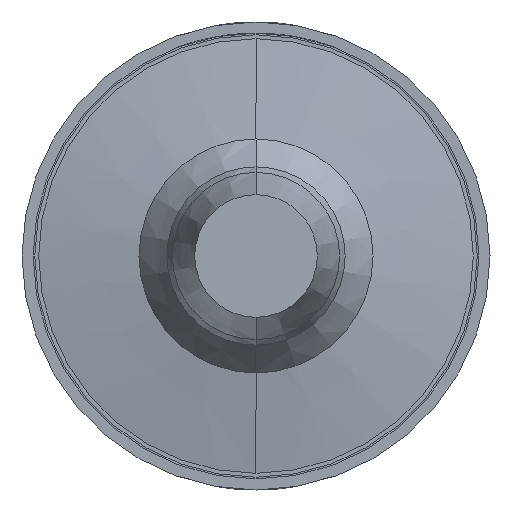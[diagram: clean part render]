
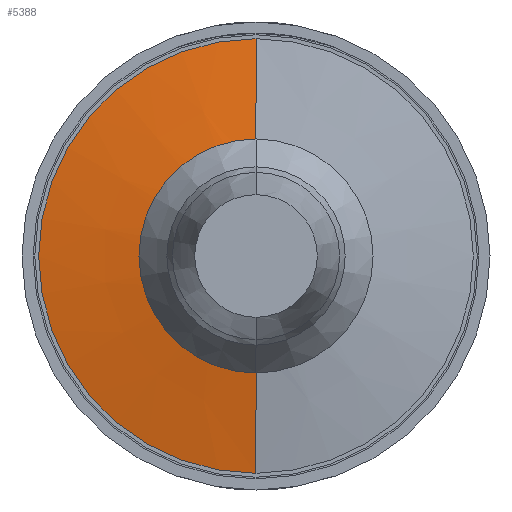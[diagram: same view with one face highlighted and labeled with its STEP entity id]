
A CAD part, front view. The second image highlights one B-rep face of the part: STEP entity #5388.
In plain terms, the highlighted conical face has half-angle 80.134 degrees and reference radius 0.8 mm.
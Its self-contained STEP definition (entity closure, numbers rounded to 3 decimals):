
#92 = VECTOR ( 'NONE', #1832, 1000. ) ;
#414 = FACE_OUTER_BOUND ( 'NONE', #1215, .T. ) ;
#557 = CARTESIAN_POINT ( 'NONE',  ( 0., -41.6, 0. ) ) ;
#867 = LINE ( 'NONE', #2264, #4681 ) ;
#1094 = DIRECTION ( 'NONE',  ( 0., 0., -1. ) ) ;
#1215 = EDGE_LOOP ( 'NONE', ( #5131, #3153, #1750, #2545 ) ) ;
#1750 = ORIENTED_EDGE ( 'NONE', *, *, #2448, .T. ) ;
#1832 = DIRECTION ( 'NONE',  ( 0., 0.171, -0.985 ) ) ;
#1924 = EDGE_CURVE ( 'Defeature ausgef�hrt4_24+Defeature ausgef�hrt4_23+Defeature ausgef�hrt4_23+Defeature ausgef�hrt4_23', #4875, #5907, #2527, .T. ) ;
#2264 = CARTESIAN_POINT ( 'NONE',  ( 0., -41.6, 0.8 ) ) ;
#2389 = EDGE_CURVE ( 'NONE', #4875, #4292, #867, .T. ) ;
#2405 = CARTESIAN_POINT ( 'NONE',  ( 0., -41.4, 0. ) ) ;
#2448 = EDGE_CURVE ( 'Defeature ausgef�hrt4_23+Defeature ausgef�hrt4_22+Defeature ausgef�hrt4_22+Defeature ausgef�hrt4_22', #4292, #3480, #5771, .T. ) ;
#2527 = CIRCLE ( 'NONE', #4941, 0.8 ) ;
#2545 = ORIENTED_EDGE ( 'NONE', *, *, #3159, .F. ) ;
#2658 = CARTESIAN_POINT ( 'NONE',  ( 0., -41.6, -0.8 ) ) ;
#2895 = CARTESIAN_POINT ( 'NONE',  ( 0., -41.6, -0.8 ) ) ;
#2937 = DIRECTION ( 'NONE',  ( 0., 0., 1. ) ) ;
#3153 = ORIENTED_EDGE ( 'NONE', *, *, #2389, .T. ) ;
#3159 = EDGE_CURVE ( 'NONE', #5907, #3480, #5336, .T. ) ;
#3167 = AXIS2_PLACEMENT_3D ( 'NONE', #2405, #6134, #2937 ) ;
#3204 = AXIS2_PLACEMENT_3D ( 'NONE', #557, #4777, #1094 ) ;
#3298 = DIRECTION ( 'NONE',  ( 0., 0.171, 0.985 ) ) ;
#3300 = CARTESIAN_POINT ( 'NONE',  ( 0., -41.4, -1.95 ) ) ;
#3480 = VERTEX_POINT ( 'NONE', #3300 ) ;
#3981 = DIRECTION ( 'NONE',  ( 0., 0., 1. ) ) ;
#4252 = CARTESIAN_POINT ( 'NONE',  ( 0., -41.6, 0.8 ) ) ;
#4292 = VERTEX_POINT ( 'NONE', #6015 ) ;
#4681 = VECTOR ( 'NONE', #3298, 1000. ) ;
#4777 = DIRECTION ( 'NONE',  ( 0., 1., 0. ) ) ;
#4875 = VERTEX_POINT ( 'NONE', #4252 ) ;
#4941 = AXIS2_PLACEMENT_3D ( 'NONE', #6193, #5075, #3981 ) ;
#5075 = DIRECTION ( 'NONE',  ( 0., -1., 0. ) ) ;
#5131 = ORIENTED_EDGE ( 'NONE', *, *, #1924, .F. ) ;
#5336 = LINE ( 'NONE', #2895, #92 ) ;
#5388 = ADVANCED_FACE ( 'Defeature ausgef�hrt4_23', ( #414 ), #5899, .T. ) ;
#5771 = CIRCLE ( 'NONE', #3167, 1.95 ) ;
#5899 = CONICAL_SURFACE ( 'NONE', #3204, 0.8, 1.399 ) ;
#5907 = VERTEX_POINT ( 'NONE', #2658 ) ;
#6015 = CARTESIAN_POINT ( 'NONE',  ( 0., -41.4, 1.95 ) ) ;
#6134 = DIRECTION ( 'NONE',  ( 0., -1., 0. ) ) ;
#6193 = CARTESIAN_POINT ( 'NONE',  ( 0., -41.6, 0. ) ) ;
